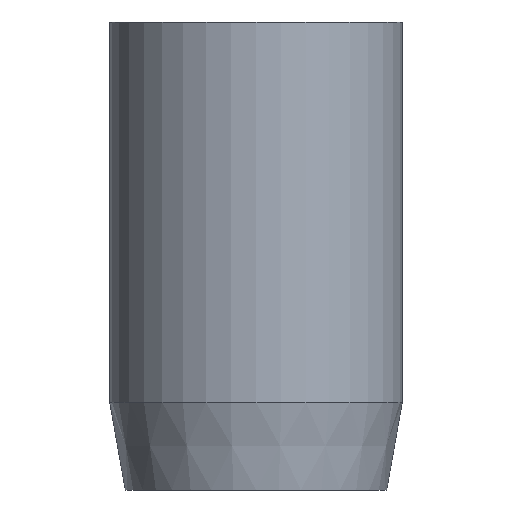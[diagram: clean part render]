
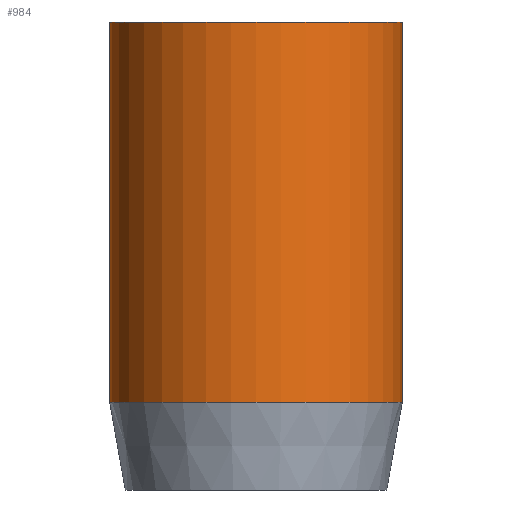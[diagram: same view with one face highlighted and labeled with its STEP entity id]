
A CAD part, front view. The second image highlights one B-rep face of the part: STEP entity #984.
In plain terms, the highlighted cylindrical face has radius 2.5 mm (diameter 5 mm), a partial arc.
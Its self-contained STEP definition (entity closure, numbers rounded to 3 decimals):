
#20 = CIRCLE ( 'NONE', #88, 2.5 ) ;
#27 = DIRECTION ( 'NONE',  ( 1., 0., 0. ) ) ;
#34 = CIRCLE ( 'NONE', #1128, 2.5 ) ;
#58 = DIRECTION ( 'NONE',  ( 0., 0., -1. ) ) ;
#82 = EDGE_CURVE ( 'NONE', #850, #324, #325, .T. ) ;
#88 = AXIS2_PLACEMENT_3D ( 'NONE', #1074, #569, #27 ) ;
#116 = DIRECTION ( 'NONE',  ( 0., 0., -1. ) ) ;
#152 = CARTESIAN_POINT ( 'NONE',  ( 2.5, 0., 1.5 ) ) ;
#207 = CARTESIAN_POINT ( 'NONE',  ( -2.5, 0., 8. ) ) ;
#248 = FACE_OUTER_BOUND ( 'NONE', #707, .T. ) ;
#324 = VERTEX_POINT ( 'NONE', #152 ) ;
#325 = LINE ( 'NONE', #461, #992 ) ;
#328 = EDGE_CURVE ( 'NONE', #763, #789, #802, .T. ) ;
#377 = AXIS2_PLACEMENT_3D ( 'NONE', #1103, #58, #513 ) ;
#428 = EDGE_CURVE ( 'NONE', #789, #324, #34, .T. ) ;
#438 = ORIENTED_EDGE ( 'NONE', *, *, #328, .T. ) ;
#459 = DIRECTION ( 'NONE',  ( 0., 0., -1. ) ) ;
#461 = CARTESIAN_POINT ( 'NONE',  ( 2.5, 0., 8. ) ) ;
#500 = CARTESIAN_POINT ( 'NONE',  ( -2.5, 0., 1.5 ) ) ;
#513 = DIRECTION ( 'NONE',  ( -1., 0., 0. ) ) ;
#569 = DIRECTION ( 'NONE',  ( 0., 0., 1. ) ) ;
#574 = VECTOR ( 'NONE', #116, 1000. ) ;
#701 = CYLINDRICAL_SURFACE ( 'NONE', #377, 2.5 ) ;
#707 = EDGE_LOOP ( 'NONE', ( #917, #915, #438, #970 ) ) ;
#746 = EDGE_CURVE ( 'NONE', #763, #850, #20, .T. ) ;
#763 = VERTEX_POINT ( 'NONE', #207 ) ;
#789 = VERTEX_POINT ( 'NONE', #500 ) ;
#791 = DIRECTION ( 'NONE',  ( 1., 0., 0. ) ) ;
#802 = LINE ( 'NONE', #922, #574 ) ;
#850 = VERTEX_POINT ( 'NONE', #1093 ) ;
#915 = ORIENTED_EDGE ( 'NONE', *, *, #746, .F. ) ;
#917 = ORIENTED_EDGE ( 'NONE', *, *, #82, .F. ) ;
#922 = CARTESIAN_POINT ( 'NONE',  ( -2.5, 0., 8. ) ) ;
#970 = ORIENTED_EDGE ( 'NONE', *, *, #428, .T. ) ;
#973 = CARTESIAN_POINT ( 'NONE',  ( 0., 0., 1.5 ) ) ;
#984 = ADVANCED_FACE ( 'NONE', ( #248 ), #701, .T. ) ;
#992 = VECTOR ( 'NONE', #459, 1000. ) ;
#1052 = DIRECTION ( 'NONE',  ( 0., 0., 1. ) ) ;
#1074 = CARTESIAN_POINT ( 'NONE',  ( 0., 0., 8. ) ) ;
#1093 = CARTESIAN_POINT ( 'NONE',  ( 2.5, 0., 8. ) ) ;
#1103 = CARTESIAN_POINT ( 'NONE',  ( 0., 0., 8. ) ) ;
#1128 = AXIS2_PLACEMENT_3D ( 'NONE', #973, #1052, #791 ) ;
